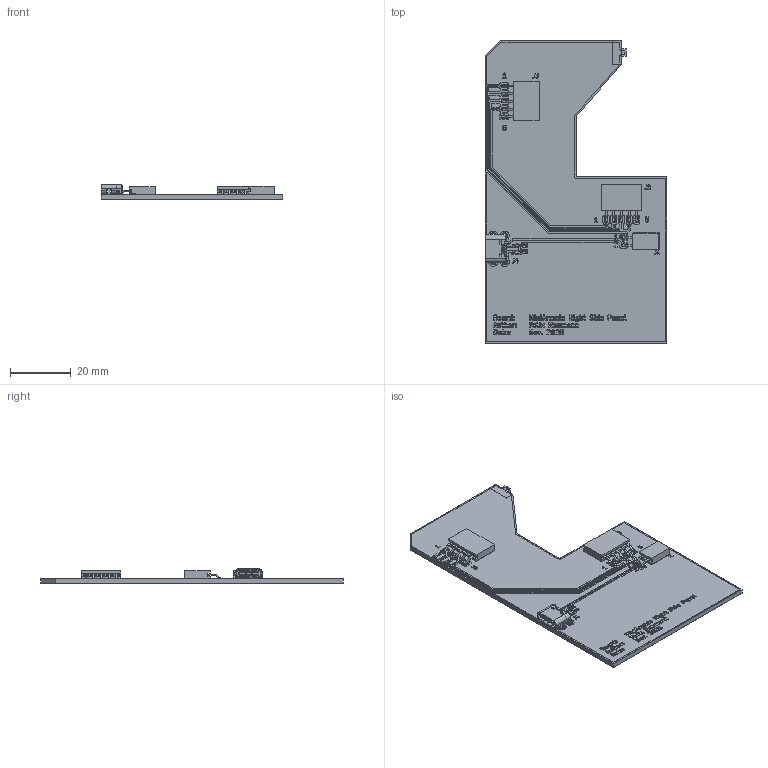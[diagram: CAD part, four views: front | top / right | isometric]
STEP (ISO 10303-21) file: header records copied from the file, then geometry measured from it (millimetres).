
FILE_DESCRIPTION(('KiCad electronic assembly'),'2;1');
FILE_NAME('MiniArcade_Right_Sidepanel.step','2025-11-21T15:24:27',( 'Pcbnew'),('Kicad'),'Open CASCADE STEP processor 7.9', 'KiCad to STEP converter','Unknown');
FILE_SCHEMA(('AUTOMOTIVE_DESIGN { 1 0 10303 214 1 1 1 1 }'));
Length unit declared in the file: millimetre
Products named in the file (13): MiniArcade_Right_Sidepanel 1; R_0603_1608Metric; M20-7910242R; M20-7910542R; MiniArcade_Right_Sidepanel 1.3.1; USB4125-GF-A; USB4125-GF-A_PART1; MiniArcade_Right_Sidepanel_copper; MiniArcade_Right_Sidepanel_pad; MiniArcade_Right_Sidepanel_silkscreen; MiniArcade_Right_Sidepanel_soldermask; MiniArcade_Right_Sidepanel_PCB
Assembly tree (14 placements, depth 3):
  MiniArcade_Right_Sidepanel 1
    R_0603_1608Metric  x2
    M20-7910242R
    M20-7910542R  x2
      MiniArcade_Right_Sidepanel 1.3.1
    USB4125-GF-A
      USB4125-GF-A_PART1
    MiniArcade_Right_Sidepanel_copper
    MiniArcade_Right_Sidepanel_pad
    MiniArcade_Right_Sidepanel_silkscreen
    MiniArcade_Right_Sidepanel_soldermask
    MiniArcade_Right_Sidepanel_soldermask
    MiniArcade_Right_Sidepanel_PCB
Bounding box: 60 x 100 x 4.87 mm (x, y, z)
Volume: 8146.1 mm3; surface area: 31394.6 mm2
Topology: 61 solids, 165 shells, 2237 faces, 7969 edges, 5962 vertices
Faces by surface type: plane 1762, cylinder 447, cone 18, bspline 8, torus 2
Full cylindrical faces by diameter (mm): 1.29 x12, 1.34 x8, 2.01 x8, 3.02 x2
Entity records: 82792 total; most frequent: CARTESIAN_POINT 17034, ORIENTED_EDGE 12435, DIRECTION 11702, EDGE_CURVE 7267, LINE 5948, VECTOR 5948, VERTEX_POINT 5502, AXIS2_PLACEMENT_3D 2877
